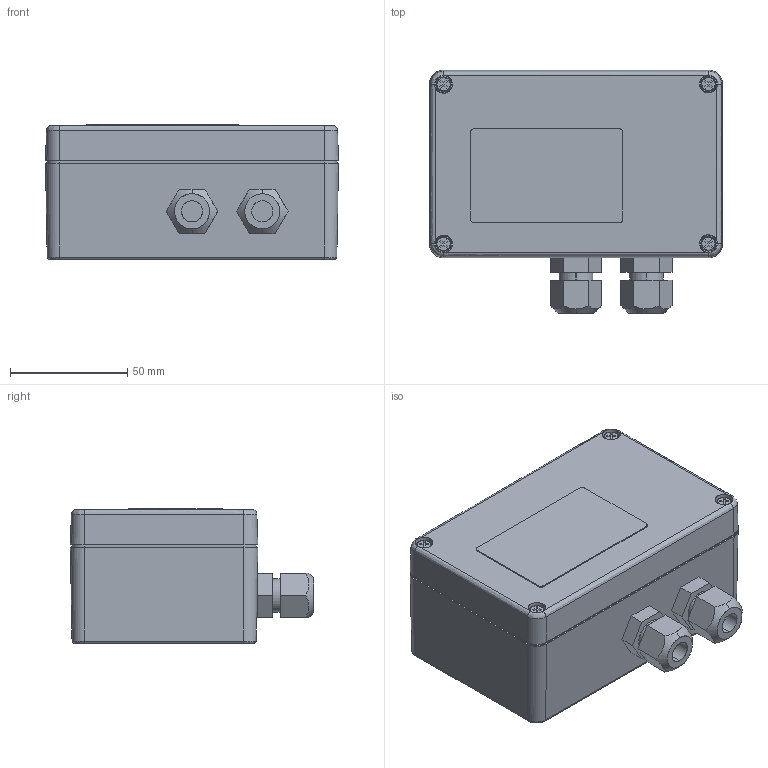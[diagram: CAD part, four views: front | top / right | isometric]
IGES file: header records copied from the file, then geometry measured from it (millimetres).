
Start section: SolidWorks IGES file using analytic representation for surfaces
Global section: file name: MSKKFUSE_351418.IGS; native system: SolidWorks 2014; preprocessor: SolidWorks 2014; author: LarsenR; date: 150217.141023; units: millimetre
Bounding box: 125 x 103.8 x 57.5 mm (x, y, z)
Surface area: 53391.5 mm2 (no closed solid volume)
Topology: 0 solids, 0 shells, 169 faces, 1496 edges, 1496 vertices
Faces by surface type: bspline 117, revolution 52
